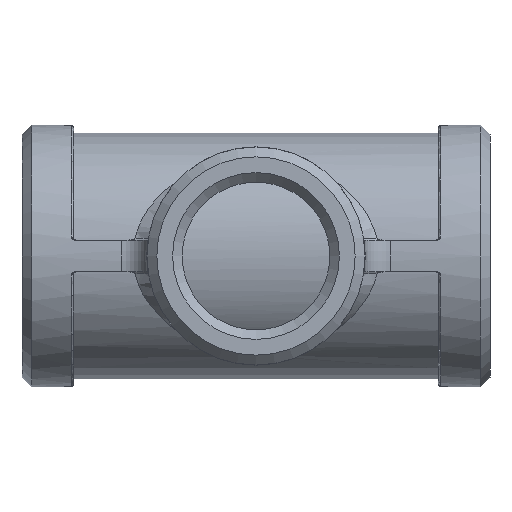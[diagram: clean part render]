
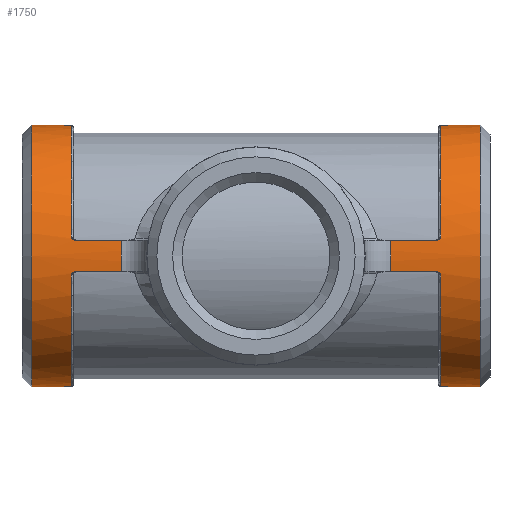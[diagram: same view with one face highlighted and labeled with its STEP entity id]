
A CAD part, front view. The second image highlights one B-rep face of the part: STEP entity #1750.
In plain terms, the highlighted cylindrical face has radius 16.5 mm (diameter 33 mm), a full revolution.
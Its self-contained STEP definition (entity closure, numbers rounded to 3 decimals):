
#63=FACE_BOUND('',#525,.T.);
#64=FACE_BOUND('',#526,.T.);
#173=CIRCLE('',#1901,16.5);
#174=CIRCLE('',#1903,16.5);
#175=CIRCLE('',#1904,16.5);
#176=CIRCLE('',#1905,16.5);
#177=CIRCLE('',#1906,16.5);
#178=CIRCLE('',#1907,16.5);
#179=CIRCLE('',#1908,16.5);
#180=CIRCLE('',#1909,16.5);
#275=LINE('',#3472,#331);
#278=LINE('',#3499,#334);
#279=LINE('',#3503,#335);
#280=LINE('',#3518,#336);
#281=LINE('',#3533,#337);
#282=LINE('',#3536,#338);
#331=VECTOR('',#2203,46.6);
#334=VECTOR('',#2222,5.805);
#335=VECTOR('',#2225,5.805);
#336=VECTOR('',#2228,46.6);
#337=VECTOR('',#2231,5.805);
#338=VECTOR('',#2234,5.805);
#403=FACE_OUTER_BOUND('',#524,.T.);
#524=EDGE_LOOP('',(#1281));
#525=EDGE_LOOP('',(#1282));
#526=EDGE_LOOP('',(#1283,#1284,#1285,#1286,#1287,#1288,#1289,#1290,#1291,
#1292,#1293,#1294,#1295,#1296,#1297,#1298));
#666=B_SPLINE_CURVE_WITH_KNOTS('',3,(#3335,#3336,#3337,#3338,#3339,#3340,
#3341,#3342,#3343,#3344),.UNSPECIFIED.,.F.,.F.,(4,2,2,2,4),(0.,
0.,0.025,0.042,0.048),
 .UNSPECIFIED.);
#673=B_SPLINE_CURVE_WITH_KNOTS('',3,(#3488,#3489,#3490,#3491,#3492,#3493,
#3494,#3495,#3496,#3497),.UNSPECIFIED.,.F.,.F.,(4,2,2,2,4),(0.,0.007,
0.028,0.059,0.059),.UNSPECIFIED.);
#674=B_SPLINE_CURVE_WITH_KNOTS('',3,(#3505,#3506,#3507,#3508,#3509,#3510,
#3511,#3512,#3513,#3514),.UNSPECIFIED.,.F.,.F.,(4,2,2,2,4),(0.,
0.,0.025,0.042,0.048),
 .UNSPECIFIED.);
#675=B_SPLINE_CURVE_WITH_KNOTS('',3,(#3522,#3523,#3524,#3525,#3526,#3527,
#3528,#3529,#3530,#3531),.UNSPECIFIED.,.F.,.F.,(4,2,2,2,4),(0.,0.007,
0.028,0.059,0.059),.UNSPECIFIED.);
#754=VERTEX_POINT('',#3320);
#755=VERTEX_POINT('',#3334);
#765=VERTEX_POINT('',#3431);
#769=VERTEX_POINT('',#3465);
#771=VERTEX_POINT('',#3481);
#772=VERTEX_POINT('',#3483);
#773=VERTEX_POINT('',#3485);
#774=VERTEX_POINT('',#3487);
#775=VERTEX_POINT('',#3498);
#776=VERTEX_POINT('',#3500);
#777=VERTEX_POINT('',#3502);
#778=VERTEX_POINT('',#3504);
#779=VERTEX_POINT('',#3515);
#780=VERTEX_POINT('',#3517);
#781=VERTEX_POINT('',#3519);
#782=VERTEX_POINT('',#3521);
#783=VERTEX_POINT('',#3532);
#784=VERTEX_POINT('',#3534);
#938=EDGE_CURVE('',#754,#755,#666,.T.);
#963=EDGE_CURVE('',#765,#769,#275,.T.);
#967=EDGE_CURVE('',#765,#754,#173,.T.);
#968=EDGE_CURVE('',#771,#771,#174,.T.);
#969=EDGE_CURVE('',#772,#772,#175,.T.);
#970=EDGE_CURVE('',#773,#769,#176,.T.);
#971=EDGE_CURVE('',#774,#773,#673,.T.);
#972=EDGE_CURVE('',#775,#774,#278,.T.);
#973=EDGE_CURVE('',#776,#775,#177,.T.);
#974=EDGE_CURVE('',#777,#776,#279,.T.);
#975=EDGE_CURVE('',#778,#777,#674,.T.);
#976=EDGE_CURVE('',#779,#778,#178,.T.);
#977=EDGE_CURVE('',#779,#780,#280,.T.);
#978=EDGE_CURVE('',#781,#780,#179,.T.);
#979=EDGE_CURVE('',#782,#781,#675,.T.);
#980=EDGE_CURVE('',#782,#783,#281,.T.);
#981=EDGE_CURVE('',#784,#783,#180,.T.);
#982=EDGE_CURVE('',#755,#784,#282,.T.);
#1281=ORIENTED_EDGE('',*,*,#968,.T.);
#1282=ORIENTED_EDGE('',*,*,#969,.F.);
#1283=ORIENTED_EDGE('',*,*,#967,.F.);
#1284=ORIENTED_EDGE('',*,*,#963,.T.);
#1285=ORIENTED_EDGE('',*,*,#970,.F.);
#1286=ORIENTED_EDGE('',*,*,#971,.F.);
#1287=ORIENTED_EDGE('',*,*,#972,.F.);
#1288=ORIENTED_EDGE('',*,*,#973,.F.);
#1289=ORIENTED_EDGE('',*,*,#974,.F.);
#1290=ORIENTED_EDGE('',*,*,#975,.F.);
#1291=ORIENTED_EDGE('',*,*,#976,.F.);
#1292=ORIENTED_EDGE('',*,*,#977,.T.);
#1293=ORIENTED_EDGE('',*,*,#978,.F.);
#1294=ORIENTED_EDGE('',*,*,#979,.F.);
#1295=ORIENTED_EDGE('',*,*,#980,.T.);
#1296=ORIENTED_EDGE('',*,*,#981,.F.);
#1297=ORIENTED_EDGE('',*,*,#982,.F.);
#1298=ORIENTED_EDGE('',*,*,#938,.F.);
#1691=CYLINDRICAL_SURFACE('',#1902,16.5);
#1750=ADVANCED_FACE('',(#403,#63,#64),#1691,.T.);
#1901=AXIS2_PLACEMENT_3D('',#3479,#2212,#2213);
#1902=AXIS2_PLACEMENT_3D('',#3480,#2214,#2215);
#1903=AXIS2_PLACEMENT_3D('',#3482,#2216,#2217);
#1904=AXIS2_PLACEMENT_3D('',#3484,#2218,#2219);
#1905=AXIS2_PLACEMENT_3D('',#3486,#2220,#2221);
#1906=AXIS2_PLACEMENT_3D('',#3501,#2223,#2224);
#1907=AXIS2_PLACEMENT_3D('',#3516,#2226,#2227);
#1908=AXIS2_PLACEMENT_3D('',#3520,#2229,#2230);
#1909=AXIS2_PLACEMENT_3D('',#3535,#2232,#2233);
#2203=DIRECTION('',(-1.,0.,0.));
#2212=DIRECTION('center_axis',(-1.,0.,0.));
#2213=DIRECTION('ref_axis',(0.,0.008,-1.));
#2214=DIRECTION('center_axis',(1.,0.,0.));
#2215=DIRECTION('ref_axis',(0.,1.,0.));
#2216=DIRECTION('center_axis',(1.,0.,0.));
#2217=DIRECTION('ref_axis',(0.,0.,-1.));
#2218=DIRECTION('center_axis',(1.,0.,0.));
#2219=DIRECTION('ref_axis',(0.,0.,-1.));
#2220=DIRECTION('center_axis',(1.,0.,0.));
#2221=DIRECTION('ref_axis',(0.,0.008,-1.));
#2222=DIRECTION('',(-1.,0.,0.));
#2223=DIRECTION('center_axis',(1.,0.,0.));
#2224=DIRECTION('ref_axis',(0.,-0.993,0.121));
#2225=DIRECTION('',(1.,0.,0.));
#2226=DIRECTION('center_axis',(1.,0.,0.));
#2227=DIRECTION('ref_axis',(0.,0.008,1.));
#2228=DIRECTION('',(1.,0.,0.));
#2229=DIRECTION('center_axis',(-1.,0.,0.));
#2230=DIRECTION('ref_axis',(0.,0.008,1.));
#2231=DIRECTION('',(-1.,0.,0.));
#2232=DIRECTION('center_axis',(-1.,0.,0.));
#2233=DIRECTION('ref_axis',(0.,0.993,-0.121));
#2234=DIRECTION('',(-1.,0.,0.));
#3320=CARTESIAN_POINT('',(23.3,-16.345,-2.259));
#3334=CARTESIAN_POINT('',(22.805,-16.378,-2.));
#3335=CARTESIAN_POINT('Ctrl Pts',(23.3,-16.345,-2.259));
#3336=CARTESIAN_POINT('Ctrl Pts',(23.3,-16.345,-2.258));
#3337=CARTESIAN_POINT('Ctrl Pts',(23.299,-16.345,-2.258));
#3338=CARTESIAN_POINT('Ctrl Pts',(23.24,-16.353,-2.2));
#3339=CARTESIAN_POINT('Ctrl Pts',(23.165,-16.362,-2.13));
#3340=CARTESIAN_POINT('Ctrl Pts',(23.015,-16.373,-2.044));
#3341=CARTESIAN_POINT('Ctrl Pts',(22.947,-16.376,-2.017));
#3342=CARTESIAN_POINT('Ctrl Pts',(22.853,-16.378,-2.002));
#3343=CARTESIAN_POINT('Ctrl Pts',(22.829,-16.378,-2.));
#3344=CARTESIAN_POINT('Ctrl Pts',(22.805,-16.378,-2.));
#3431=CARTESIAN_POINT('',(23.3,16.409,-1.731));
#3465=CARTESIAN_POINT('',(-23.3,16.409,-1.731));
#3472=CARTESIAN_POINT('',(-25.65,16.409,-1.731));
#3479=CARTESIAN_POINT('Origin',(23.3,0.,0.));
#3480=CARTESIAN_POINT('Origin',(-25.65,0.,0.));
#3481=CARTESIAN_POINT('',(-28.3,16.5,0.));
#3482=CARTESIAN_POINT('Origin',(-28.3,0.,0.));
#3483=CARTESIAN_POINT('',(28.3,16.5,0.));
#3484=CARTESIAN_POINT('Origin',(28.3,0.,0.));
#3485=CARTESIAN_POINT('',(-23.3,-16.345,-2.259));
#3486=CARTESIAN_POINT('Origin',(-23.3,0.,0.));
#3487=CARTESIAN_POINT('',(-22.805,-16.378,-2.));
#3488=CARTESIAN_POINT('Ctrl Pts',(-22.805,-16.378,-2.));
#3489=CARTESIAN_POINT('Ctrl Pts',(-22.829,-16.378,-2.));
#3490=CARTESIAN_POINT('Ctrl Pts',(-22.853,-16.378,-2.002));
#3491=CARTESIAN_POINT('Ctrl Pts',(-22.947,-16.376,-2.017));
#3492=CARTESIAN_POINT('Ctrl Pts',(-23.015,-16.373,-2.044));
#3493=CARTESIAN_POINT('Ctrl Pts',(-23.165,-16.362,-2.13));
#3494=CARTESIAN_POINT('Ctrl Pts',(-23.24,-16.353,-2.2));
#3495=CARTESIAN_POINT('Ctrl Pts',(-23.299,-16.345,-2.258));
#3496=CARTESIAN_POINT('Ctrl Pts',(-23.3,-16.345,-2.258));
#3497=CARTESIAN_POINT('Ctrl Pts',(-23.3,-16.345,-2.259));
#3498=CARTESIAN_POINT('',(-17.,-16.378,-2.));
#3499=CARTESIAN_POINT('',(-25.65,-16.378,-2.));
#3500=CARTESIAN_POINT('',(-17.,-16.378,2.));
#3501=CARTESIAN_POINT('Origin',(-17.,0.,0.));
#3502=CARTESIAN_POINT('',(-22.805,-16.378,2.));
#3503=CARTESIAN_POINT('',(-25.65,-16.378,2.));
#3504=CARTESIAN_POINT('',(-23.3,-16.345,2.259));
#3505=CARTESIAN_POINT('Ctrl Pts',(-23.3,-16.345,2.259));
#3506=CARTESIAN_POINT('Ctrl Pts',(-23.3,-16.345,2.258));
#3507=CARTESIAN_POINT('Ctrl Pts',(-23.299,-16.345,2.258));
#3508=CARTESIAN_POINT('Ctrl Pts',(-23.24,-16.353,2.2));
#3509=CARTESIAN_POINT('Ctrl Pts',(-23.165,-16.362,2.13));
#3510=CARTESIAN_POINT('Ctrl Pts',(-23.015,-16.373,2.044));
#3511=CARTESIAN_POINT('Ctrl Pts',(-22.947,-16.376,2.017));
#3512=CARTESIAN_POINT('Ctrl Pts',(-22.853,-16.378,2.002));
#3513=CARTESIAN_POINT('Ctrl Pts',(-22.829,-16.378,2.));
#3514=CARTESIAN_POINT('Ctrl Pts',(-22.805,-16.378,2.));
#3515=CARTESIAN_POINT('',(-23.3,16.409,1.731));
#3516=CARTESIAN_POINT('Origin',(-23.3,0.,0.));
#3517=CARTESIAN_POINT('',(23.3,16.409,1.731));
#3518=CARTESIAN_POINT('',(-25.65,16.409,1.731));
#3519=CARTESIAN_POINT('',(23.3,-16.345,2.259));
#3520=CARTESIAN_POINT('Origin',(23.3,0.,0.));
#3521=CARTESIAN_POINT('',(22.805,-16.378,2.));
#3522=CARTESIAN_POINT('Ctrl Pts',(22.805,-16.378,2.));
#3523=CARTESIAN_POINT('Ctrl Pts',(22.829,-16.378,2.));
#3524=CARTESIAN_POINT('Ctrl Pts',(22.853,-16.378,2.002));
#3525=CARTESIAN_POINT('Ctrl Pts',(22.947,-16.376,2.017));
#3526=CARTESIAN_POINT('Ctrl Pts',(23.015,-16.373,2.044));
#3527=CARTESIAN_POINT('Ctrl Pts',(23.165,-16.362,2.13));
#3528=CARTESIAN_POINT('Ctrl Pts',(23.24,-16.353,2.2));
#3529=CARTESIAN_POINT('Ctrl Pts',(23.299,-16.345,2.258));
#3530=CARTESIAN_POINT('Ctrl Pts',(23.3,-16.345,2.258));
#3531=CARTESIAN_POINT('Ctrl Pts',(23.3,-16.345,2.259));
#3532=CARTESIAN_POINT('',(17.,-16.378,2.));
#3533=CARTESIAN_POINT('',(23.,-16.378,2.));
#3534=CARTESIAN_POINT('',(17.,-16.378,-2.));
#3535=CARTESIAN_POINT('Origin',(17.,0.,0.));
#3536=CARTESIAN_POINT('',(-25.65,-16.378,-2.));
